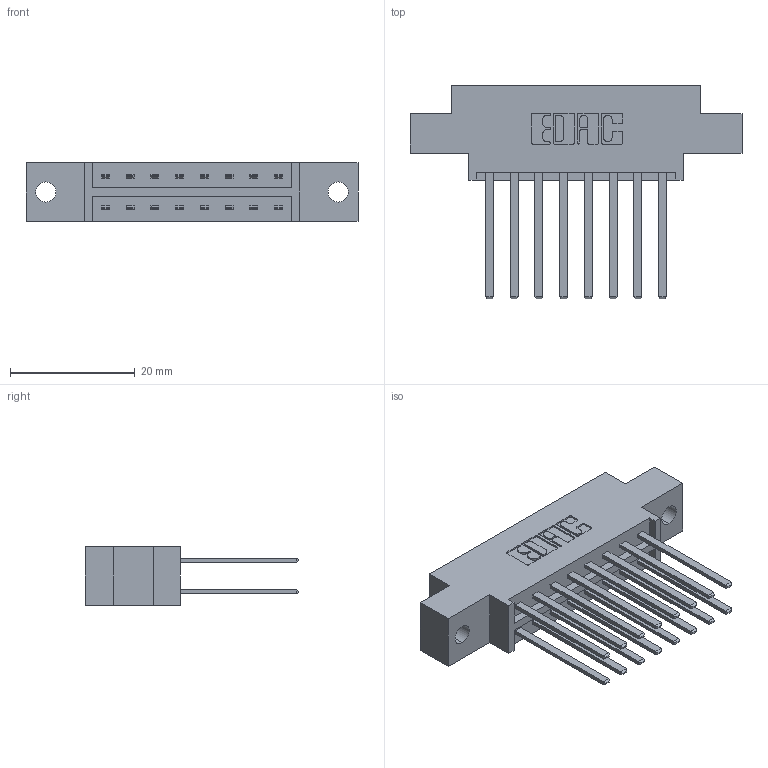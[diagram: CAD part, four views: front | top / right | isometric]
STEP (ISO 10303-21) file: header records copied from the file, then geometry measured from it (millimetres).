
FILE_DESCRIPTION (( 'STEP AP203' ), '1' );
FILE_NAME ('833-016-544-802.STEP', '2020-05-31T18:33:13', ( '' ), ( '' ), 'SwSTEP 2.0', 'SolidWorks 2020', '' );
FILE_SCHEMA (( 'CONFIG_CONTROL_DESIGN' ));
Length unit declared in the file: inch
Products named in the file (3): 833 Part_Offset - .128 Dia; 833-016-544-802; 345-292-001_345-293-144
Assembly tree (17 placements, depth 2):
  833-016-544-802
    833 Part_Offset - .128 Dia
    345-292-001_345-293-144  x16
Bounding box: 53.24 x 34.3 x 9.4 mm (x, y, z)
Volume: 5077.2 mm3; surface area: 6306.8 mm2
Topology: 17 solids, 17 shells, 854 faces, 2515 edges, 1654 vertices
Faces by surface type: plane 586, cylinder 268
Entity records: 9495 total; most frequent: CARTESIAN_POINT 1614, ORIENTED_EDGE 1550, DIRECTION 1435, EDGE_CURVE 775, LINE 651, VECTOR 651, VERTEX_POINT 514, AXIS2_PLACEMENT_3D 392
